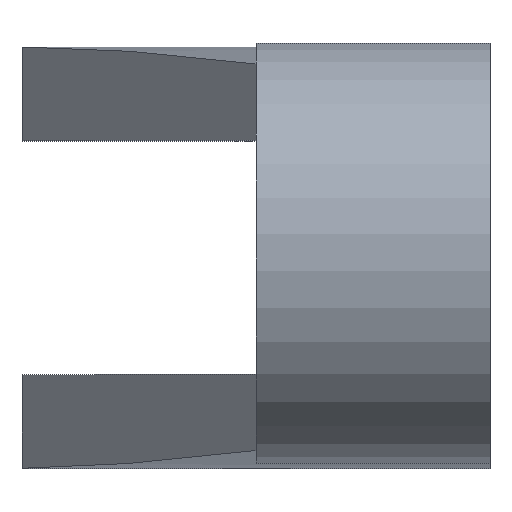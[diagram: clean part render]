
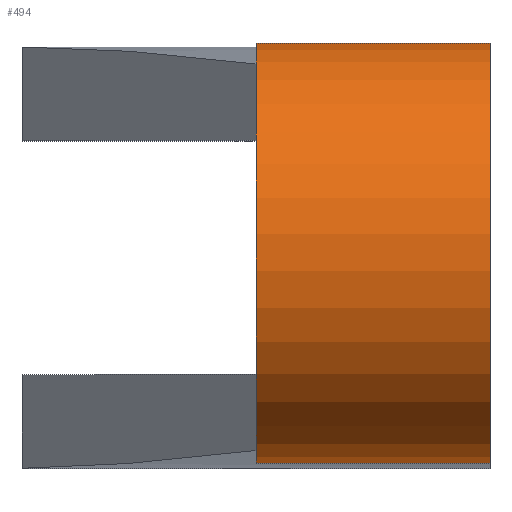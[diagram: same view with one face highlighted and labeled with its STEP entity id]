
A CAD part, top view. The second image highlights one B-rep face of the part: STEP entity #494.
In plain terms, the highlighted cylindrical face has radius 4.5 mm (diameter 9 mm), a partial arc.
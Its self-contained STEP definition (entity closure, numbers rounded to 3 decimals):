
#18=CYLINDRICAL_SURFACE('',#536,4.5);
#25=CIRCLE('',#521,4.5);
#27=CIRCLE('',#525,4.5);
#58=FACE_OUTER_BOUND('',#89,.T.);
#89=EDGE_LOOP('',(#441,#442,#443,#444));
#146=LINE('',#917,#203);
#147=LINE('',#919,#204);
#203=VECTOR('',#646,10.);
#204=VECTOR('',#649,10.);
#229=VERTEX_POINT('',#729);
#230=VERTEX_POINT('',#749);
#241=VERTEX_POINT('',#793);
#242=VERTEX_POINT('',#814);
#282=EDGE_CURVE('',#229,#230,#25,.T.);
#296=EDGE_CURVE('',#241,#242,#27,.T.);
#314=EDGE_CURVE('',#241,#230,#146,.T.);
#315=EDGE_CURVE('',#242,#229,#147,.T.);
#441=ORIENTED_EDGE('',*,*,#296,.F.);
#442=ORIENTED_EDGE('',*,*,#314,.T.);
#443=ORIENTED_EDGE('',*,*,#282,.F.);
#444=ORIENTED_EDGE('',*,*,#315,.F.);
#494=ADVANCED_FACE('',(#58),#18,.T.);
#521=AXIS2_PLACEMENT_3D('',#750,#591,#592);
#525=AXIS2_PLACEMENT_3D('',#815,#609,#610);
#536=AXIS2_PLACEMENT_3D('',#918,#647,#648);
#591=DIRECTION('center_axis',(-1.,0.,0.));
#592=DIRECTION('ref_axis',(0.,1.,0.));
#609=DIRECTION('center_axis',(1.,0.,0.));
#610=DIRECTION('ref_axis',(0.,1.,0.));
#646=DIRECTION('',(-1.,0.,0.));
#647=DIRECTION('center_axis',(-1.,0.,0.));
#648=DIRECTION('ref_axis',(0.,0.,1.));
#649=DIRECTION('',(-1.,0.,0.));
#729=CARTESIAN_POINT('',(44.34,-18.44,40.405));
#749=CARTESIAN_POINT('',(44.34,-9.477,40.405));
#750=CARTESIAN_POINT('Origin',(44.34,-13.958,40.813));
#793=CARTESIAN_POINT('',(49.34,-9.477,40.405));
#814=CARTESIAN_POINT('',(49.34,-18.44,40.405));
#815=CARTESIAN_POINT('Origin',(49.34,-13.958,40.813));
#917=CARTESIAN_POINT('',(49.34,-9.477,40.405));
#918=CARTESIAN_POINT('Origin',(49.34,-13.958,40.813));
#919=CARTESIAN_POINT('',(49.34,-18.44,40.405));
